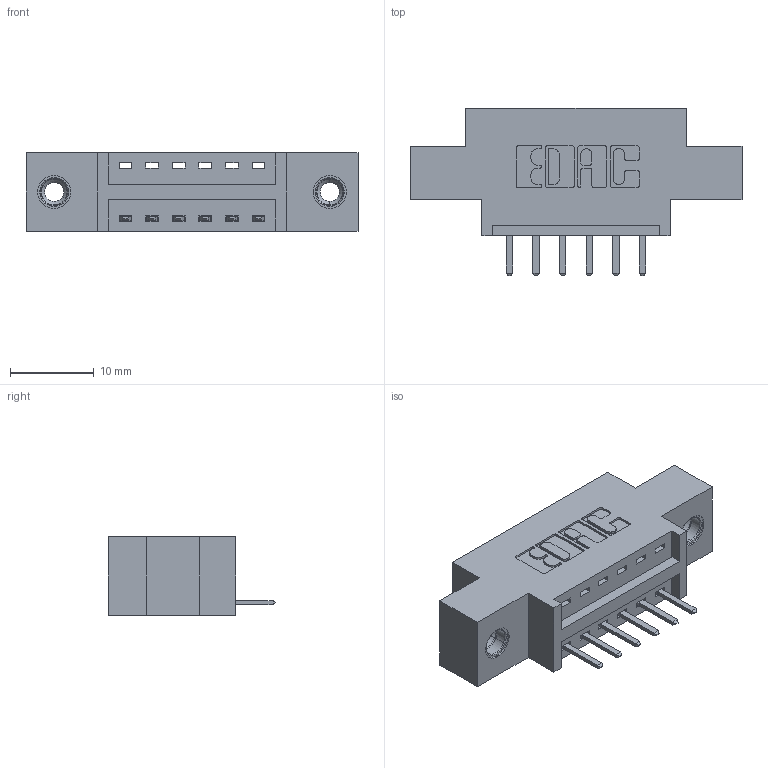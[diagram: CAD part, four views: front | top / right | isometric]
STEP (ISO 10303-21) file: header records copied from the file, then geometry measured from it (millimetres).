
FILE_DESCRIPTION (( 'STEP AP203' ), '1' );
FILE_NAME ('396-006-520-608.STEP', '2022-05-17T06:52:58', ( '' ), ( '' ), 'SwSTEP 2.0', 'SolidWorks 2020', '' );
FILE_SCHEMA (( 'CONFIG_CONTROL_DESIGN' ));
Length unit declared in the file: inch
Products named in the file (4): 345-250-001_345-250-003-102; 345-292-001_345-293-120; 396-006-520-608; 346 Part_0.170 Offset - 0.156 Dia-TI
Assembly tree (9 placements, depth 2):
  396-006-520-608
    346 Part_0.170 Offset - 0.156 Dia-TI
    345-292-001_345-293-120  x6
    345-250-001_345-250-003-102  x2
Bounding box: 39.62 x 20.02 x 9.4 mm (x, y, z)
Volume: 3366.5 mm3; surface area: 3943.7 mm2
Topology: 9 solids, 9 shells, 558 faces, 1581 edges, 1030 vertices
Faces by surface type: plane 364, cylinder 178, cone 12, torus 4
Entity records: 10002 total; most frequent: CARTESIAN_POINT 1721, ORIENTED_EDGE 1642, DIRECTION 1575, EDGE_CURVE 821, LINE 641, VECTOR 641, VERTEX_POINT 540, AXIS2_PLACEMENT_3D 467
